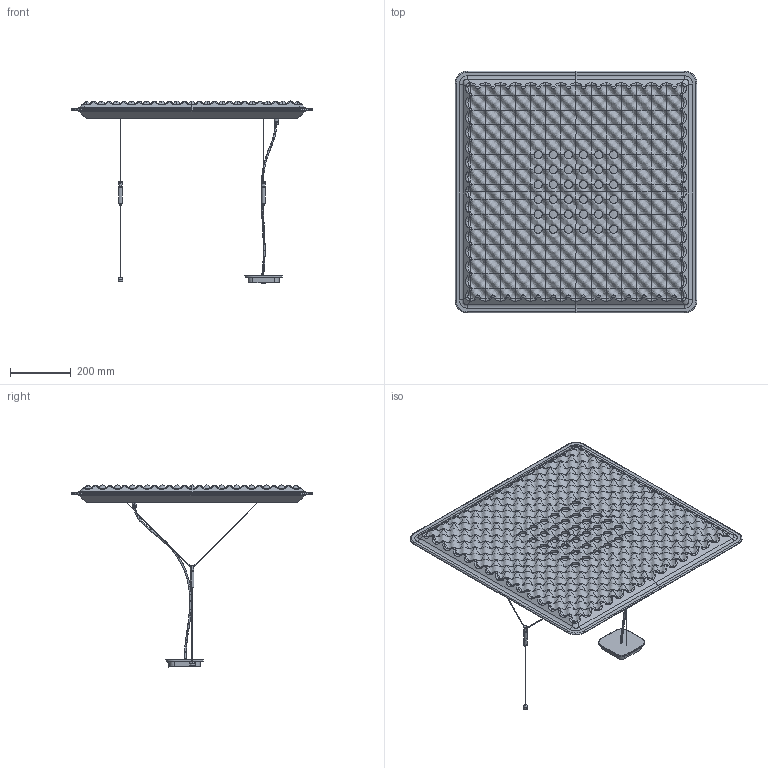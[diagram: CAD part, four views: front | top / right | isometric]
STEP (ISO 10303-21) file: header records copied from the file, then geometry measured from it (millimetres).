
FILE_DESCRIPTION(/* description */ (''),/* implementation_level */ '2;1');
FILE_NAME(/* name */ 'Eggboard matrix 800x800',/* time_stamp */ '2016-06-29T10:42:34+02:00',/* author */ (''),/* organization */ (''),/* preprocessor_version */ 'ST-DEVELOPER v15',/* originating_system */ '',/* authorisation */ '');
FILE_SCHEMA (('AUTOMOTIVE_DESIGN'));
Length unit declared in the file: millimetre
Products named in the file (3): Document; Blocco 119; Blocco 101
Assembly tree (2 placements, depth 2):
  Document
    Blocco 119
    Blocco 101
Bounding box: 795.31 x 795 x 598.32 mm (x, y, z)
Surface area: 1672797.7 mm2 (no closed solid volume)
Topology: 0 solids, 175 shells, 817 faces, 2317 edges, 1507 vertices
Faces by surface type: bspline 738, plane 79
Entity records: 79021 total; most frequent: CARTESIAN_POINT 65258, ORIENTED_EDGE 3690, EDGE_CURVE 2239, VERTEX_POINT 1501, B_SPLINE_CURVE_WITH_KNOTS 1339, EDGE_LOOP 827, ADVANCED_FACE 816, FACE_OUTER_BOUND 816
